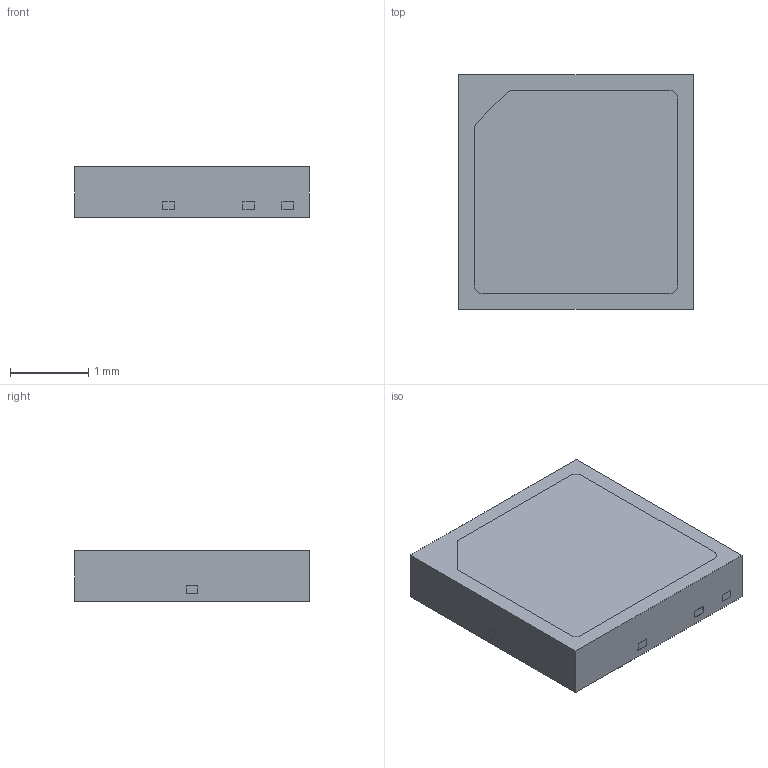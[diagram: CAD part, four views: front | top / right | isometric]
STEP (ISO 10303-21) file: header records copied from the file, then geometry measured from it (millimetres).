
FILE_DESCRIPTION (( 'STEP AP214' ), '1' );
FILE_NAME ('MP-3030_Square_DF_010720.STEP', '2020-01-08T00:04:12', ( '' ), ( '' ), 'SwSTEP 2.0', 'SolidWorks 2017', '' );
FILE_SCHEMA (( 'AUTOMOTIVE_DESIGN' ));
Length unit declared in the file: millimetre
Products named in the file (1): MP-3030_Square_DF_010720
Bounding box: 3 x 3 x 0.65 mm (x, y, z)
Volume: 5.9 mm3; surface area: 52.3 mm2
Topology: 11 solids, 11 shells, 131 faces, 300 edges, 200 vertices
Faces by surface type: plane 113, cone 10, cylinder 8
Entity records: 4709 total; most frequent: CARTESIAN_POINT 632, DIRECTION 600, ORIENTED_EDGE 600, EDGE_CURVE 300, LINE 264, VECTOR 264, VERTEX_POINT 200, AXIS2_PLACEMENT_3D 168
